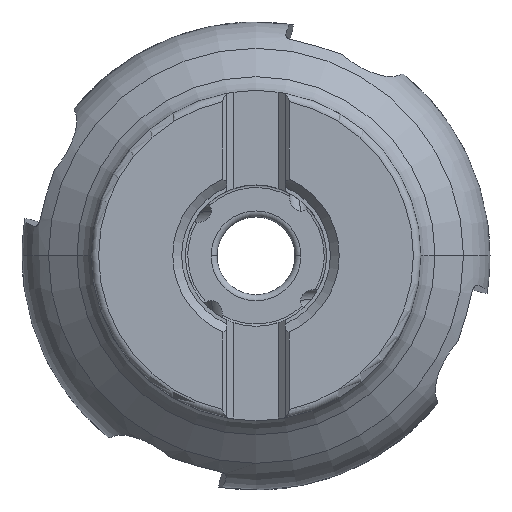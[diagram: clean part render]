
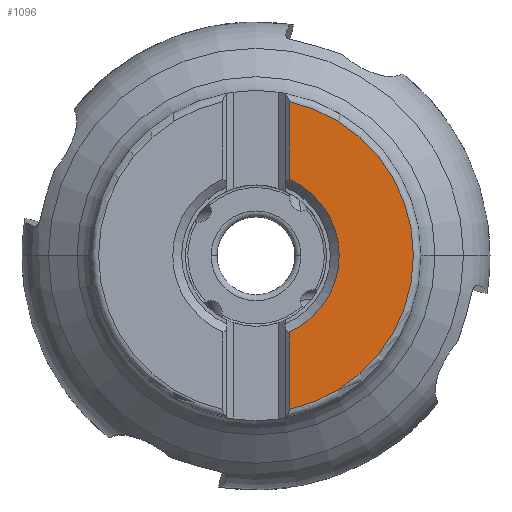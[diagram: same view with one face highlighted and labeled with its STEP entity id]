
A CAD part, top view. The second image highlights one B-rep face of the part: STEP entity #1096.
In plain terms, the highlighted planar face has unit normal (0, 0, 1).
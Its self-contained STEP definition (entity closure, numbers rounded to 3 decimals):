
#531=PLANE('',#11619);
#1096=ADVANCED_FACE('',(#1759),#531,.T.);
#1759=FACE_OUTER_BOUND('',#2397,.T.);
#2397=EDGE_LOOP('',(#6164,#6165,#6166,#6167));
#3007=LINE('',#27911,#3483);
#3008=LINE('',#27915,#3484);
#3483=VECTOR('',#13550,1.);
#3484=VECTOR('',#13555,1.);
#6164=ORIENTED_EDGE('',*,*,#9724,.T.);
#6165=ORIENTED_EDGE('',*,*,#9725,.T.);
#6166=ORIENTED_EDGE('',*,*,#9716,.T.);
#6167=ORIENTED_EDGE('',*,*,#9723,.T.);
#8349=VERTEX_POINT('',#27842);
#8350=VERTEX_POINT('',#27843);
#8353=VERTEX_POINT('',#27910);
#8354=VERTEX_POINT('',#27914);
#9716=EDGE_CURVE('',#8349,#8350,#10590,.T.);
#9723=EDGE_CURVE('',#8350,#8353,#3007,.T.);
#9724=EDGE_CURVE('',#8353,#8354,#10592,.T.);
#9725=EDGE_CURVE('',#8354,#8349,#3008,.T.);
#10590=CIRCLE('',#11613,21.225);
#10592=CIRCLE('',#11618,11.225);
#11613=AXIS2_PLACEMENT_3D('',#27841,#13542,#13543);
#11618=AXIS2_PLACEMENT_3D('',#27913,#13553,#13554);
#11619=AXIS2_PLACEMENT_3D('',#27916,#13556,#13557);
#13542=DIRECTION('',(0.,0.,1.));
#13543=DIRECTION('',(0.211,-0.978,0.));
#13550=DIRECTION('',(0.,-1.,0.));
#13553=DIRECTION('',(0.,0.,-1.));
#13554=DIRECTION('',(0.398,0.917,0.));
#13555=DIRECTION('',(0.,-1.,0.));
#13556=DIRECTION('',(0.,0.,1.));
#13557=DIRECTION('',(-1.,0.,0.));
#27841=CARTESIAN_POINT('',(0.,0.,0.));
#27842=CARTESIAN_POINT('',(4.47,-20.749,0.));
#27843=CARTESIAN_POINT('',(4.47,20.749,0.));
#27910=CARTESIAN_POINT('',(4.47,10.297,0.));
#27911=CARTESIAN_POINT('',(4.47,20.749,0.));
#27913=CARTESIAN_POINT('',(0.,0.,0.));
#27914=CARTESIAN_POINT('',(4.47,-10.297,0.));
#27915=CARTESIAN_POINT('',(4.47,-10.297,0.));
#27916=CARTESIAN_POINT('',(0.,0.,0.));
